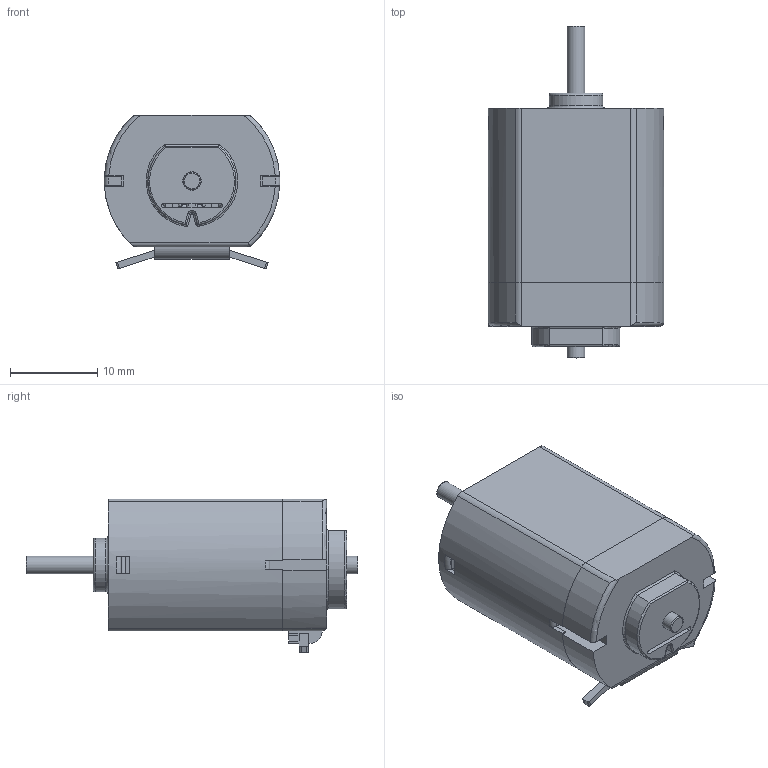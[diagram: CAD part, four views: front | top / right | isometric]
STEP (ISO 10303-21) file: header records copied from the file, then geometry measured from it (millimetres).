
FILE_DESCRIPTION(/* description */ ('Unknown'),/* implementation_level */ '2;1');
FILE_NAME(/* name */ 'FA-103 Replica',/* time_stamp */ '2021-10-17T19:37:40+03:00',/* author */ ('Unknown'),/* organization */ ('Unknown'),/* preprocessor_version */ 'ST-DEVELOPER v16.7',/* originating_system */ 'Solid Edge',/* authorisation */ 'Unknown');
FILE_SCHEMA (('AUTOMOTIVE_DESIGN {1 0 10303 214 3 1 1}'));
Length unit declared in the file: millimetre
Products named in the file (16): FA-103 Replica; Case; MAgnet; Rotor; Coil Pack; Connection_Winding; Standalone_Winding; Collector_Spacer; Collector_Support; Collector; Welding_Alloy; Cap; Brushes_Holder; Brush; Fromt_Bearing; Shaft
Assembly tree (27 placements, depth 3):
  FA-103 Replica
    Case
    MAgnet  x2
    Rotor
    Coil Pack  x3
      Connection_Winding
      Standalone_Winding
    Collector_Spacer
    Collector_Support
    Collector
    Welding_Alloy  x3
    Cap
    Brushes_Holder
    Brush  x2
    Fromt_Bearing
    Shaft
Bounding box: 20.1 x 38 x 17.62 mm (x, y, z)
Volume: 3784.7 mm3; surface area: 9410.1 mm2
Topology: 42 solids, 42 shells, 780 faces, 1904 edges, 1142 vertices
Faces by surface type: cylinder 318, plane 311, torus 118, sphere 18, bspline 15
Full cylindrical faces by diameter (mm): 0.5 x15, 2 x5, 2.1 x1, 4 x3, 4.15 x2, 6.15 x1
Entity records: 9871 total; most frequent: CARTESIAN_POINT 1849, DIRECTION 1648, ORIENTED_EDGE 1498, EDGE_CURVE 749, AXIS2_PLACEMENT_3D 608, VERTEX_POINT 488, LINE 432, VECTOR 432
